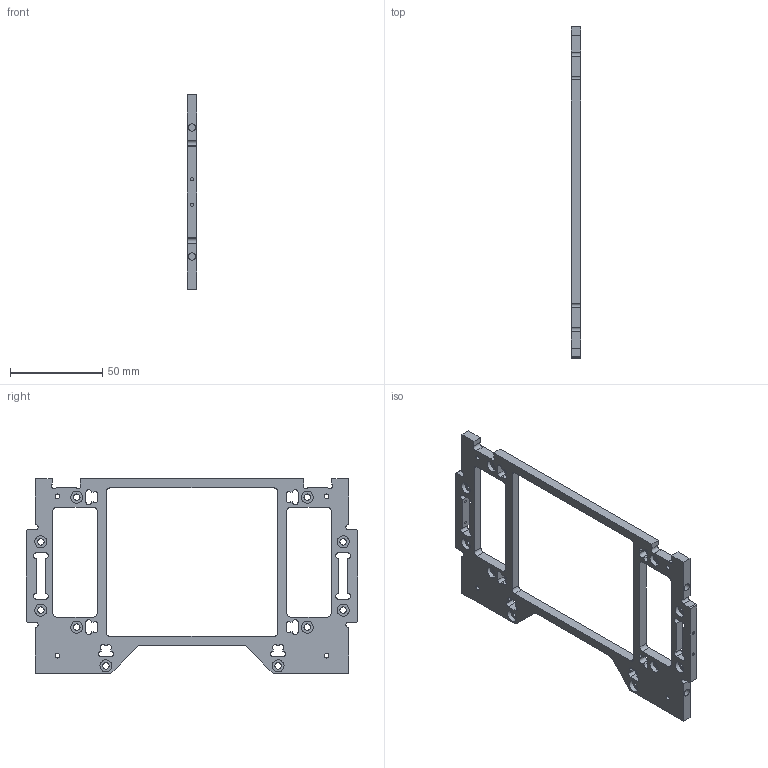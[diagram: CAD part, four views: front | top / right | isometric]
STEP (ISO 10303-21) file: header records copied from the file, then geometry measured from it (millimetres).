
FILE_DESCRIPTION(/* description */ (''),/* implementation_level */ '2;1');
FILE_NAME(/* name */ 'TorsoElectronicBoxBackFrame.stp',/* time_stamp */ '2024-04-29T11:20:30+09:00',/* author */ ('masato'),/* organization */ (''),/* preprocessor_version */ 'ST-DEVELOPER v20',/* originating_system */ 'Autodesk Inventor 2024',/* authorisation */ '');
FILE_SCHEMA (('AUTOMOTIVE_DESIGN { 1 0 10303 214 3 1 1 }'));
Length unit declared in the file: millimetre
Products named in the file (1): TorsoElectronicBoxBackFrame
Bounding box: 5 x 180 x 105.5 mm (x, y, z)
Volume: 30065.7 mm3; surface area: 21619.1 mm2
Topology: 1 solids, 1 shells, 180 faces, 480 edges, 320 vertices
Faces by surface type: plane 92, cylinder 88
Full cylindrical faces by diameter (mm): 1.567 x4, 2.459 x4, 3.5 x10, 4 x4, 6.5 x10
Entity records: 5857 total; most frequent: DIRECTION 1018, CARTESIAN_POINT 981, ORIENTED_EDGE 960, EDGE_CURVE 480, AXIS2_PLACEMENT_3D 357, VERTEX_POINT 320, LINE 304, VECTOR 304
